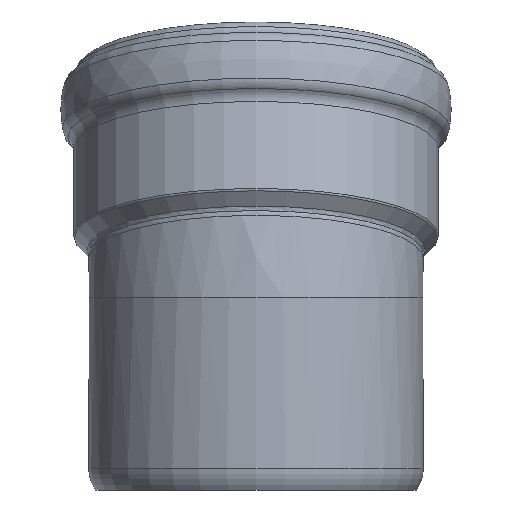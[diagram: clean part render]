
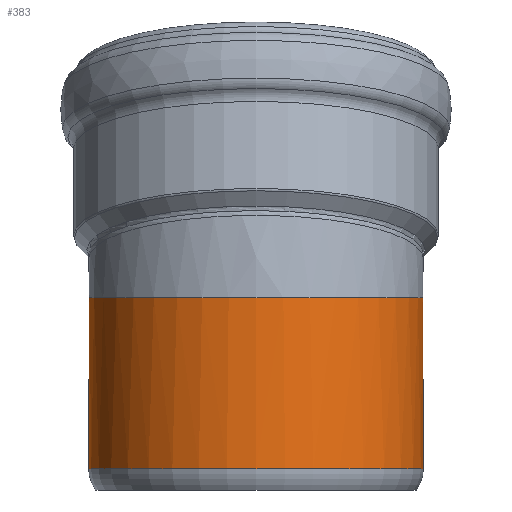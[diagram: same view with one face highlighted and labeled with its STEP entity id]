
A CAD part, left-side view. The second image highlights one B-rep face of the part: STEP entity #383.
In plain terms, the highlighted cylindrical face has radius 55.2 mm (diameter 110.4 mm), a full revolution.
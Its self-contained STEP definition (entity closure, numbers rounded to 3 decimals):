
#24=ELLIPSE('',#443,55.711,55.2);
#32=CYLINDRICAL_SURFACE('',#448,55.2);
#63=FACE_BOUND('',#154,.T.);
#95=FACE_OUTER_BOUND('',#153,.T.);
#153=EDGE_LOOP('',(#333));
#154=EDGE_LOOP('',(#334,#335));
#158=CIRCLE('',#389,55.2);
#187=CIRCLE('',#444,55.2);
#191=VERTEX_POINT('',#582);
#221=VERTEX_POINT('',#720);
#222=VERTEX_POINT('',#728);
#225=EDGE_CURVE('',#191,#191,#158,.T.);
#257=EDGE_CURVE('',#221,#222,#24,.T.);
#259=EDGE_CURVE('',#222,#221,#187,.T.);
#333=ORIENTED_EDGE('',*,*,#225,.T.);
#334=ORIENTED_EDGE('',*,*,#257,.F.);
#335=ORIENTED_EDGE('',*,*,#259,.F.);
#383=ADVANCED_FACE('',(#95,#63),#32,.T.);
#389=AXIS2_PLACEMENT_3D('',#583,#456,#457);
#443=AXIS2_PLACEMENT_3D('',#729,#564,#565);
#444=AXIS2_PLACEMENT_3D('',#764,#566,#567);
#448=AXIS2_PLACEMENT_3D('',#796,#574,#575);
#456=DIRECTION('center_axis',(0.,0.,1.));
#457=DIRECTION('ref_axis',(-1.,0.,0.));
#564=DIRECTION('center_axis',(0.135,0.,0.991));
#565=DIRECTION('ref_axis',(0.991,0.,-0.135));
#566=DIRECTION('center_axis',(0.,0.,1.));
#567=DIRECTION('ref_axis',(-1.,0.,0.));
#574=DIRECTION('center_axis',(0.,0.,1.));
#575=DIRECTION('ref_axis',(-1.,0.,0.));
#582=CARTESIAN_POINT('',(-55.2,0.,7.));
#583=CARTESIAN_POINT('Origin',(0.,0.,7.));
#720=CARTESIAN_POINT('',(48.155,-26.984,63.431));
#728=CARTESIAN_POINT('',(48.155,26.984,63.431));
#729=CARTESIAN_POINT('Origin',(0.,0.,70.));
#764=CARTESIAN_POINT('Origin',(0.,0.,63.431));
#796=CARTESIAN_POINT('Origin',(0.,0.,0.));
